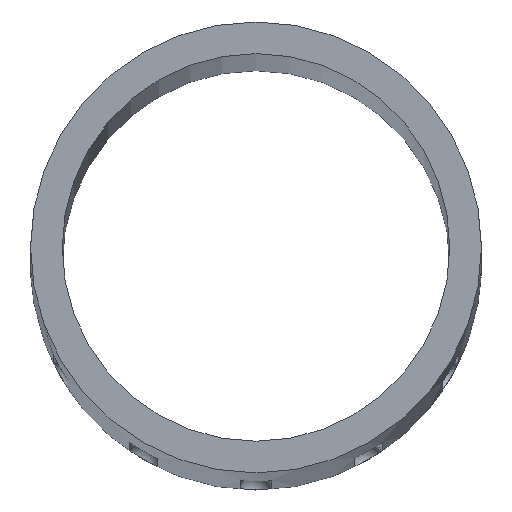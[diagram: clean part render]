
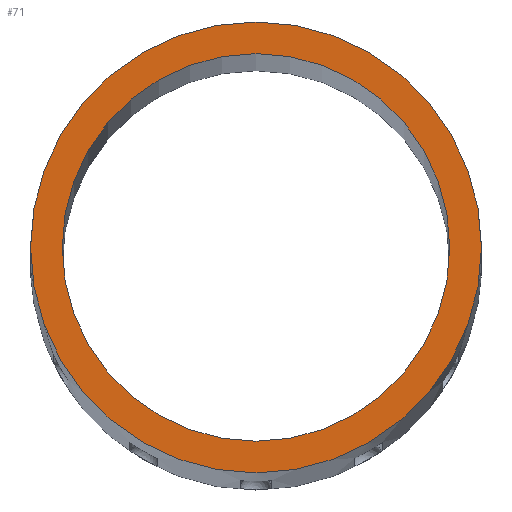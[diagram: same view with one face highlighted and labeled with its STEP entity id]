
A CAD part, top view. The second image highlights one B-rep face of the part: STEP entity #71.
In plain terms, the highlighted planar face has unit normal (0, 0, 1).
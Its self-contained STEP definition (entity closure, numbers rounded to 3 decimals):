
#71=ADVANCED_FACE('',(#455,#457),#459,.T.);
#455=FACE_BOUND('',#456,.T.);
#456=EDGE_LOOP('',(#801));
#457=FACE_BOUND('',#458,.T.);
#458=EDGE_LOOP('',(#802));
#459=PLANE('',#460);
#460=AXIS2_PLACEMENT_3D('',#461,#462,#463);
#461=CARTESIAN_POINT('',(0.,0.,1210.));
#462=DIRECTION('',(0.,0.,1.));
#463=DIRECTION('',(-1.,0.,0.));
#801=ORIENTED_EDGE('',*,*,#933,.F.);
#802=ORIENTED_EDGE('',*,*,#925,.F.);
#925=EDGE_CURVE('',#1025,#1025,#1026,.T.);
#933=EDGE_CURVE('',#1041,#1041,#1042,.F.);
#1025=VERTEX_POINT('',#1201);
#1026=CIRCLE('',#1202,24.5);
#1041=VERTEX_POINT('',#1418);
#1042=CIRCLE('',#1419,28.5);
#1201=CARTESIAN_POINT('',(-24.5,0.,1210.));
#1202=AXIS2_PLACEMENT_3D('',#1203,#1204,#1205);
#1203=CARTESIAN_POINT('',(0.,0.,1210.));
#1204=DIRECTION('',(0.,0.,1.));
#1205=DIRECTION('',(-1.,0.,0.));
#1418=CARTESIAN_POINT('',(-28.5,0.,1210.));
#1419=AXIS2_PLACEMENT_3D('',#1420,#1421,#1422);
#1420=CARTESIAN_POINT('',(0.,0.,1210.));
#1421=DIRECTION('',(0.,0.,1.));
#1422=DIRECTION('',(-1.,0.,0.));
